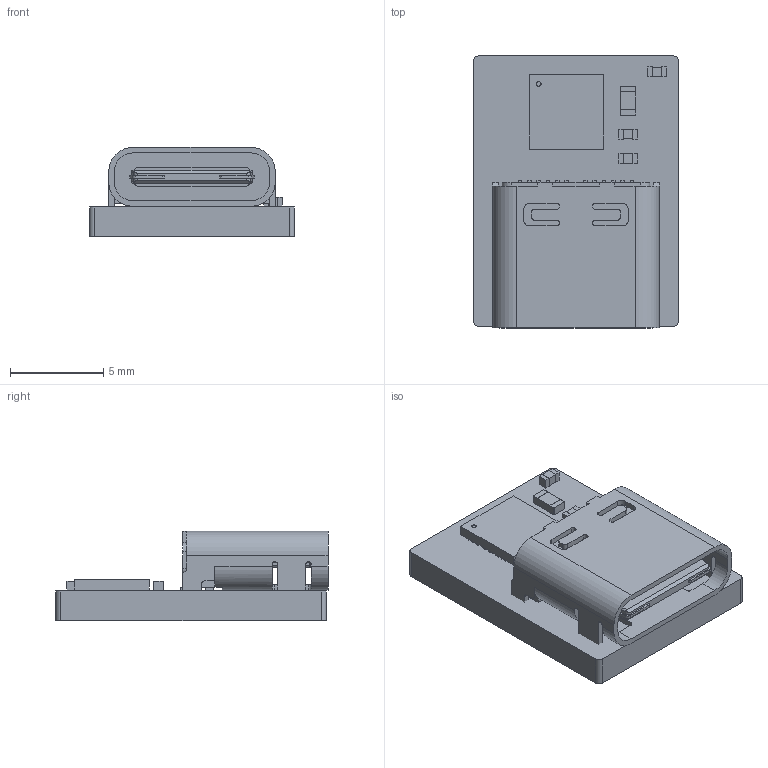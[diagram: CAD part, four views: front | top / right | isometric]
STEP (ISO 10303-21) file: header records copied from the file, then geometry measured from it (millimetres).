
FILE_DESCRIPTION(('Open CASCADE Model'),'2;1');
FILE_NAME('Open CASCADE Shape Model','2021-10-20T15:34:02',('Author'),( 'Open CASCADE'),'Open CASCADE STEP processor 6.8','Open CASCADE 6.8' ,'Unknown');
FILE_SCHEMA(('AUTOMOTIVE_DESIGN { 1 0 10303 214 1 1 1 1 }'));
Length unit declared in the file: millimetre
Products named in the file (13): PCB; Board; Open CASCADE STEP translator 6.8 6.1.1; C3; 0402_capacitor; R1; 0603_resistor; USB; usbC_Molex_1054500101; U1; QFN-24; C2; C1
Assembly tree (14 placements, depth 3):
  PCB
    Board
      Open CASCADE STEP translator 6.8 6.1.1
    C3
      0402_capacitor
    R1
      0603_resistor
    USB
      usbC_Molex_1054500101
    U1
      QFN-24
    C2
      0402_capacitor
    C1
      0402_capacitor
Bounding box: 11 x 14.6 x 4.79 mm (x, y, z)
Volume: 394 mm3; surface area: 871.8 mm2
Topology: 32 solids, 32 shells, 656 faces, 1652 edges, 1074 vertices
Faces by surface type: plane 474, cylinder 162, bspline 16, revolution 3, torus 1
Entity records: 22132 total; most frequent: CARTESIAN_POINT 3621, ORIENTED_EDGE 3144, DIRECTION 3141, EDGE_CURVE 1572, LINE 1214, VECTOR 1214, VERTEX_POINT 1026, AXIS2_PLACEMENT_3D 962
